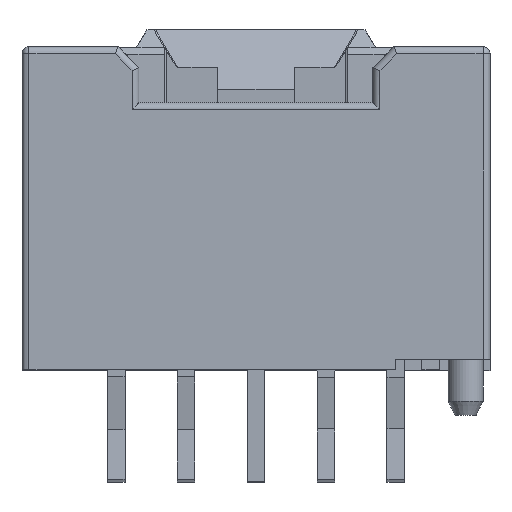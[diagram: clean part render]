
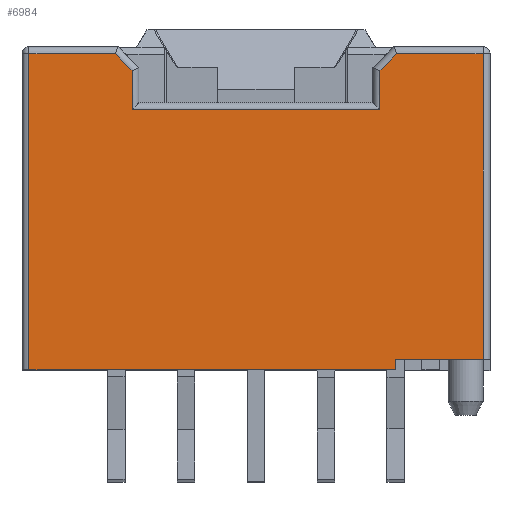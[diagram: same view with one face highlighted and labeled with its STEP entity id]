
A CAD part, top view. The second image highlights one B-rep face of the part: STEP entity #6984.
In plain terms, the highlighted planar face has unit normal (0, 0, 1).
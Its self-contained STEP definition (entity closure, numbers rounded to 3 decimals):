
#277=FACE_OUTER_BOUND('',#707,.T.);
#707=EDGE_LOOP('',(#5365,#5366,#5367,#5368,#5369,#5370,#5371,#5372,#5373,
#5374,#5375,#5376));
#1122=LINE('',#9873,#2007);
#1544=LINE('',#10840,#2429);
#1545=LINE('',#10843,#2430);
#1546=LINE('',#10845,#2431);
#1547=LINE('',#10847,#2432);
#1548=LINE('',#10849,#2433);
#1549=LINE('',#10851,#2434);
#1550=LINE('',#10853,#2435);
#1551=LINE('',#10855,#2436);
#1552=LINE('',#10857,#2437);
#1553=LINE('',#10859,#2438);
#1554=LINE('',#10860,#2439);
#2007=VECTOR('',#7909,2.5);
#2429=VECTOR('',#8659,8.75);
#2430=VECTOR('',#8662,2.467);
#2431=VECTOR('',#8663,0.683);
#2432=VECTOR('',#8664,1.117);
#2433=VECTOR('',#8665,7.1);
#2434=VECTOR('',#8666,1.117);
#2435=VECTOR('',#8667,0.683);
#2436=VECTOR('',#8668,2.467);
#2437=VECTOR('',#8669,9.05);
#2438=VECTOR('',#8670,10.5);
#2439=VECTOR('',#8671,0.3);
#2904=VERTEX_POINT('',#9870);
#2905=VERTEX_POINT('',#9872);
#3256=VERTEX_POINT('',#10836);
#3257=VERTEX_POINT('',#10842);
#3258=VERTEX_POINT('',#10844);
#3259=VERTEX_POINT('',#10846);
#3260=VERTEX_POINT('',#10848);
#3261=VERTEX_POINT('',#10850);
#3262=VERTEX_POINT('',#10852);
#3263=VERTEX_POINT('',#10854);
#3264=VERTEX_POINT('',#10856);
#3265=VERTEX_POINT('',#10858);
#3569=EDGE_CURVE('',#2904,#2905,#1122,.T.);
#4038=EDGE_CURVE('',#3256,#2904,#1544,.T.);
#4039=EDGE_CURVE('',#3256,#3257,#1545,.T.);
#4040=EDGE_CURVE('',#3257,#3258,#1546,.T.);
#4041=EDGE_CURVE('',#3258,#3259,#1547,.T.);
#4042=EDGE_CURVE('',#3259,#3260,#1548,.T.);
#4043=EDGE_CURVE('',#3260,#3261,#1549,.T.);
#4044=EDGE_CURVE('',#3261,#3262,#1550,.T.);
#4045=EDGE_CURVE('',#3262,#3263,#1551,.T.);
#4046=EDGE_CURVE('',#3264,#3263,#1552,.T.);
#4047=EDGE_CURVE('',#3264,#3265,#1553,.T.);
#4048=EDGE_CURVE('',#3265,#2905,#1554,.T.);
#5365=ORIENTED_EDGE('',*,*,#3569,.F.);
#5366=ORIENTED_EDGE('',*,*,#4038,.F.);
#5367=ORIENTED_EDGE('',*,*,#4039,.T.);
#5368=ORIENTED_EDGE('',*,*,#4040,.T.);
#5369=ORIENTED_EDGE('',*,*,#4041,.T.);
#5370=ORIENTED_EDGE('',*,*,#4042,.T.);
#5371=ORIENTED_EDGE('',*,*,#4043,.T.);
#5372=ORIENTED_EDGE('',*,*,#4044,.T.);
#5373=ORIENTED_EDGE('',*,*,#4045,.T.);
#5374=ORIENTED_EDGE('',*,*,#4046,.F.);
#5375=ORIENTED_EDGE('',*,*,#4047,.T.);
#5376=ORIENTED_EDGE('',*,*,#4048,.T.);
#6641=PLANE('',#7471);
#6984=ADVANCED_FACE('',(#277),#6641,.T.);
#7471=AXIS2_PLACEMENT_3D('',#10841,#8660,#8661);
#7909=DIRECTION('',(-1.,0.,0.));
#8659=DIRECTION('',(0.,-1.,0.));
#8660=DIRECTION('center_axis',(0.,0.,1.));
#8661=DIRECTION('ref_axis',(0.,-1.,0.));
#8662=DIRECTION('',(-1.,0.,0.));
#8663=DIRECTION('',(-0.707,-0.707,0.));
#8664=DIRECTION('',(0.,-1.,0.));
#8665=DIRECTION('',(-1.,0.,0.));
#8666=DIRECTION('',(0.,1.,0.));
#8667=DIRECTION('',(-0.707,0.707,0.));
#8668=DIRECTION('',(-1.,0.,0.));
#8669=DIRECTION('',(0.,1.,0.));
#8670=DIRECTION('',(1.,0.,0.));
#8671=DIRECTION('',(0.,1.,0.));
#9870=CARTESIAN_POINT('',(6.5,0.3,0.));
#9872=CARTESIAN_POINT('',(4.,0.3,0.));
#9873=CARTESIAN_POINT('',(6.5,0.3,0.));
#10836=CARTESIAN_POINT('',(6.5,9.05,0.));
#10840=CARTESIAN_POINT('',(6.5,9.05,0.));
#10841=CARTESIAN_POINT('Origin',(-6.7,9.25,0.));
#10842=CARTESIAN_POINT('',(4.033,9.05,0.));
#10843=CARTESIAN_POINT('',(6.5,9.05,0.));
#10844=CARTESIAN_POINT('',(3.55,8.567,0.));
#10845=CARTESIAN_POINT('',(4.033,9.05,0.));
#10846=CARTESIAN_POINT('',(3.55,7.45,0.));
#10847=CARTESIAN_POINT('',(3.55,8.567,0.));
#10848=CARTESIAN_POINT('',(-3.55,7.45,0.));
#10849=CARTESIAN_POINT('',(3.55,7.45,0.));
#10850=CARTESIAN_POINT('',(-3.55,8.567,0.));
#10851=CARTESIAN_POINT('',(-3.55,7.45,0.));
#10852=CARTESIAN_POINT('',(-4.033,9.05,0.));
#10853=CARTESIAN_POINT('',(-3.55,8.567,0.));
#10854=CARTESIAN_POINT('',(-6.5,9.05,0.));
#10855=CARTESIAN_POINT('',(-4.033,9.05,0.));
#10856=CARTESIAN_POINT('',(-6.5,0.,0.));
#10857=CARTESIAN_POINT('',(-6.5,0.,0.));
#10858=CARTESIAN_POINT('',(4.,0.,0.));
#10859=CARTESIAN_POINT('',(-6.5,0.,0.));
#10860=CARTESIAN_POINT('',(4.,0.,0.));
